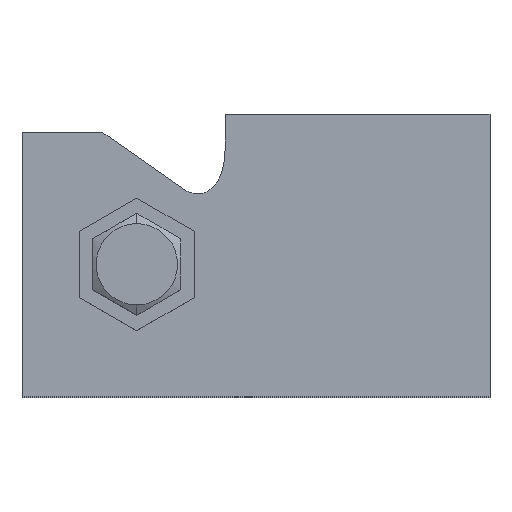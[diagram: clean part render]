
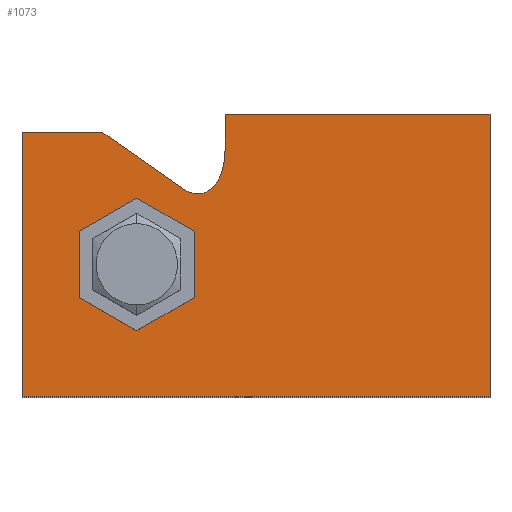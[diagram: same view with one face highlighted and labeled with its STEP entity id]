
A CAD part, top view. The second image highlights one B-rep face of the part: STEP entity #1073.
In plain terms, the highlighted face is planar.
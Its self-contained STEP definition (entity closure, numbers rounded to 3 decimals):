
#10=DIRECTION('',(1.,0.,0.));
#11=VECTOR('',#10,32.);
#12=CARTESIAN_POINT('',(0.,0.,-5.));
#13=LINE('',#12,#11);
#22=DIRECTION('',(0.,0.,1.));
#23=VECTOR('',#22,30.);
#24=CARTESIAN_POINT('',(32.,0.,-5.));
#25=LINE('',#24,#23);
#214=CARTESIAN_POINT('',(26.,0.,28.));
#215=DIRECTION('',(0.,1.,0.));
#216=DIRECTION('',(-1.,0.,0.));
#217=AXIS2_PLACEMENT_3D('',#214,#215,#216);
#219=CARTESIAN_POINT('',(23.,0.,28.));
#220=CARTESIAN_POINT('',(23.,0.,27.886));
#221=CARTESIAN_POINT('',(23.02,0.,27.656));
#222=CARTESIAN_POINT('',(23.115,0.,27.309));
#223=CARTESIAN_POINT('',(23.279,0.,26.958));
#224=CARTESIAN_POINT('',(23.525,0.,26.603));
#225=CARTESIAN_POINT('',(23.863,0.,26.252));
#226=CARTESIAN_POINT('',(24.301,0.,25.916));
#227=CARTESIAN_POINT('',(24.844,0.,25.613));
#228=CARTESIAN_POINT('',(25.495,0.,25.355));
#229=CARTESIAN_POINT('',(26.26,0.,25.156));
#230=CARTESIAN_POINT('',(27.142,0.,25.03));
#231=CARTESIAN_POINT('',(27.816,0.,25.));
#232=CARTESIAN_POINT('',(28.174,0.,25.));
#234=DIRECTION('',(1.,0.,0.));
#235=VECTOR('',#234,3.826);
#236=CARTESIAN_POINT('',(28.174,0.,25.));
#237=LINE('',#236,#235);
#238=DIRECTION('',(0.,0.,-1.));
#239=VECTOR('',#238,53.);
#240=CARTESIAN_POINT('',(0.,0.,48.));
#241=LINE('',#240,#239);
#242=DIRECTION('',(-1.,0.,0.));
#243=VECTOR('',#242,30.);
#244=CARTESIAN_POINT('',(30.,0.,48.));
#245=LINE('',#244,#243);
#246=DIRECTION('',(0.,0.,1.));
#247=VECTOR('',#246,9.057);
#248=CARTESIAN_POINT('',(30.,0.,38.943));
#249=LINE('',#248,#247);
#250=DIRECTION('',(0.574,0.,0.819));
#251=VECTOR('',#250,11.258);
#252=CARTESIAN_POINT('',(23.543,0.,29.721));
#253=LINE('',#252,#251);
#254=CARTESIAN_POINT('',(15.,0.,35.));
#255=DIRECTION('',(0.,1.,0.));
#256=DIRECTION('',(-1.,0.,0.));
#257=AXIS2_PLACEMENT_3D('',#254,#255,#256);
#259=CARTESIAN_POINT('',(15.,0.,35.));
#260=DIRECTION('',(0.,1.,0.));
#261=DIRECTION('',(1.,0.,0.));
#262=AXIS2_PLACEMENT_3D('',#259,#260,#261);
#312=CARTESIAN_POINT('',(0.,0.,-5.));
#314=VERTEX_POINT('',#312);
#328=CARTESIAN_POINT('',(30.,0.,48.));
#329=CARTESIAN_POINT('',(0.,0.,48.));
#330=VERTEX_POINT('',#328);
#331=VERTEX_POINT('',#329);
#354=CARTESIAN_POINT('',(18.4,0.,35.));
#355=CARTESIAN_POINT('',(11.6,0.,35.));
#356=VERTEX_POINT('',#354);
#357=VERTEX_POINT('',#355);
#358=CARTESIAN_POINT('',(30.,0.,38.943));
#359=VERTEX_POINT('',#358);
#360=CARTESIAN_POINT('',(23.543,0.,29.721));
#361=VERTEX_POINT('',#360);
#362=CARTESIAN_POINT('',(23.,0.,28.));
#363=VERTEX_POINT('',#362);
#376=VERTEX_POINT('',#232);
#377=CARTESIAN_POINT('',(32.,0.,-5.));
#378=CARTESIAN_POINT('',(32.,0.,25.));
#379=VERTEX_POINT('',#377);
#380=VERTEX_POINT('',#378);
#1046=CARTESIAN_POINT('',(30.,0.,0.));
#1047=DIRECTION('',(0.,-1.,0.));
#1048=DIRECTION('',(-1.,0.,0.));
#1049=AXIS2_PLACEMENT_3D('',#1046,#1047,#1048);
#1050=PLANE('',#1049);
#1052=ORIENTED_EDGE('',*,*,#1051,.F.);
#1053=ORIENTED_EDGE('',*,*,#1038,.T.);
#1054=ORIENTED_EDGE('',*,*,#447,.T.);
#1055=ORIENTED_EDGE('',*,*,#432,.F.);
#1056=ORIENTED_EDGE('',*,*,#417,.F.);
#1058=ORIENTED_EDGE('',*,*,#1057,.F.);
#1060=ORIENTED_EDGE('',*,*,#1059,.F.);
#1062=ORIENTED_EDGE('',*,*,#1061,.F.);
#1064=ORIENTED_EDGE('',*,*,#1063,.F.);
#1065=EDGE_LOOP('',(#1052,#1053,#1054,#1055,#1056,#1058,#1060,#1062,#1064));
#1066=FACE_OUTER_BOUND('',#1065,.F.);
#1068=ORIENTED_EDGE('',*,*,#1067,.F.);
#1070=ORIENTED_EDGE('',*,*,#1069,.F.);
#1071=EDGE_LOOP('',(#1068,#1070));
#1072=FACE_BOUND('',#1071,.F.);
#1073=ADVANCED_FACE('',(#1066,#1072),#1050,.T.);
#218=CIRCLE('',#217,3.);
#233=B_SPLINE_CURVE_WITH_KNOTS('',3,(#219,#220,#221,#222,#223,#224,#225,#226,
#227,#228,#229,#230,#231,#232),.UNSPECIFIED.,.F.,.F.,(4,1,1,1,1,1,1,1,1,1,1,4),(
0.,0.091,0.182,0.273,0.364,
0.455,0.545,0.636,0.727,
0.818,0.909,1.),.UNSPECIFIED.);
#258=CIRCLE('',#257,3.4);
#263=CIRCLE('',#262,3.4);
#417=EDGE_CURVE('',#314,#379,#13,.T.);
#432=EDGE_CURVE('',#379,#380,#25,.T.);
#447=EDGE_CURVE('',#376,#380,#237,.T.);
#1038=EDGE_CURVE('',#363,#376,#233,.T.);
#1051=EDGE_CURVE('',#363,#361,#218,.T.);
#1057=EDGE_CURVE('',#331,#314,#241,.T.);
#1059=EDGE_CURVE('',#330,#331,#245,.T.);
#1061=EDGE_CURVE('',#359,#330,#249,.T.);
#1063=EDGE_CURVE('',#361,#359,#253,.T.);
#1067=EDGE_CURVE('',#357,#356,#258,.T.);
#1069=EDGE_CURVE('',#356,#357,#263,.T.);
